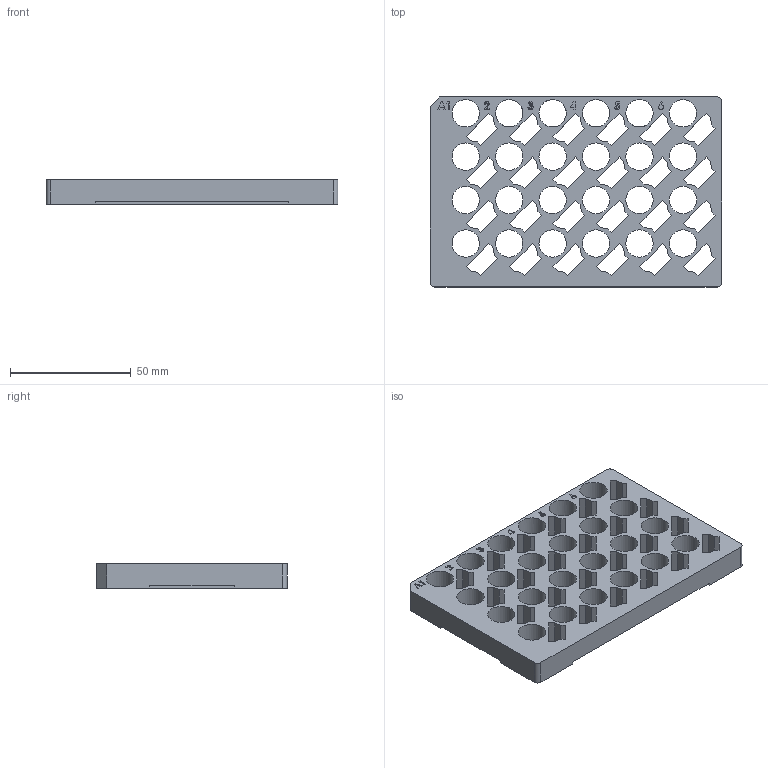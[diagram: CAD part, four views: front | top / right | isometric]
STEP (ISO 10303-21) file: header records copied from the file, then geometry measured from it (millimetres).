
FILE_DESCRIPTION(/* description */ ('STEP AP214'),/* implementation_level */ '2;1');
FILE_NAME(/* name */ 'OpenTrons_TubeRack_Insert.step',/* time_stamp */ '2025-07-11T15:48:03-04:00',/* author */ (''),/* organization */ (''),/* preprocessor_version */ 'ST-DEVELOPER v20.1',/* originating_system */ 'Autodesk Translation Framework v14.10.0.0',/* authorisation */ '');
FILE_SCHEMA (('AUTOMOTIVE_DESIGN { 1 0 10303 214 3 1 1 }'));
Length unit declared in the file: millimetre
Products named in the file (1): OpenTrons_1.5mL_rack
Bounding box: 121 x 78.75 x 10 mm (x, y, z)
Volume: 50587.6 mm3; surface area: 31926.4 mm2
Topology: 1 solids, 1 shells, 345 faces, 1020 edges, 680 vertices
Faces by surface type: plane 283, bspline 35, cylinder 27
Full cylindrical faces by diameter (mm): 11.35 x24
Entity records: 12466 total; most frequent: CARTESIAN_POINT 3201, ORIENTED_EDGE 2040, DIRECTION 1634, EDGE_CURVE 1020, LINE 888, VECTOR 888, VERTEX_POINT 680, EDGE_LOOP 444
